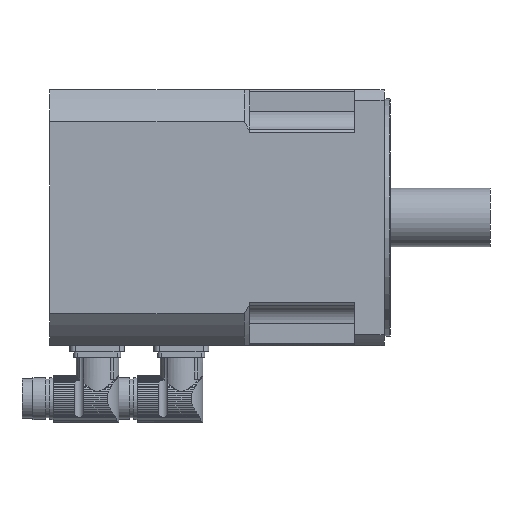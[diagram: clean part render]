
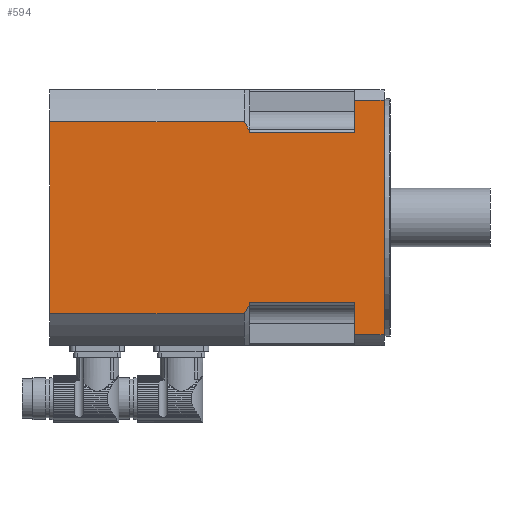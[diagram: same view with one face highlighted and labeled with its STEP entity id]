
A CAD part, left-side view. The second image highlights one B-rep face of the part: STEP entity #594.
In plain terms, the highlighted planar face has unit normal (-1, 0, 0).
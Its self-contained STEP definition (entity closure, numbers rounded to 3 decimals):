
#594=ADVANCED_FACE('',(#904),#844,.T.);
#844=PLANE('',#4577);
#904=FACE_OUTER_BOUND('',#1136,.T.);
#1136=EDGE_LOOP('',(#1575,#1576,#1577,#1578,#1579,#1580,#1581,#1582,#1583,
#1584,#1585,#1586,#1587,#1588));
#1427=B_SPLINE_CURVE_WITH_KNOTS('',3,(#6352,#6353,#6354,#6355),.UNSPECIFIED.,
.F.,.F.,(4,4),(0.,1.),.UNSPECIFIED.);
#1428=B_SPLINE_CURVE_WITH_KNOTS('',3,(#6375,#6376,#6377,#6378),.UNSPECIFIED.,
.F.,.F.,(4,4),(0.,1.),.UNSPECIFIED.);
#1575=ORIENTED_EDGE('',*,*,#3365,.T.);
#1576=ORIENTED_EDGE('',*,*,#3366,.T.);
#1577=ORIENTED_EDGE('',*,*,#3367,.T.);
#1578=ORIENTED_EDGE('',*,*,#3368,.F.);
#1579=ORIENTED_EDGE('',*,*,#3369,.T.);
#1580=ORIENTED_EDGE('',*,*,#3370,.F.);
#1581=ORIENTED_EDGE('',*,*,#3371,.T.);
#1582=ORIENTED_EDGE('',*,*,#3372,.F.);
#1583=ORIENTED_EDGE('',*,*,#3373,.T.);
#1584=ORIENTED_EDGE('',*,*,#3374,.F.);
#1585=ORIENTED_EDGE('',*,*,#3375,.T.);
#1586=ORIENTED_EDGE('',*,*,#3376,.T.);
#1587=ORIENTED_EDGE('',*,*,#3377,.T.);
#1588=ORIENTED_EDGE('',*,*,#3378,.F.);
#2909=VERTEX_POINT('',#6350);
#2910=VERTEX_POINT('',#6351);
#2911=VERTEX_POINT('',#6356);
#2912=VERTEX_POINT('',#6358);
#2913=VERTEX_POINT('',#6360);
#2914=VERTEX_POINT('',#6362);
#2915=VERTEX_POINT('',#6364);
#2916=VERTEX_POINT('',#6366);
#2917=VERTEX_POINT('',#6368);
#2918=VERTEX_POINT('',#6370);
#2919=VERTEX_POINT('',#6372);
#2920=VERTEX_POINT('',#6374);
#2921=VERTEX_POINT('',#6379);
#2922=VERTEX_POINT('',#6381);
#3365=EDGE_CURVE('',#2909,#2910,#4032,.T.);
#3366=EDGE_CURVE('',#2910,#2911,#1427,.T.);
#3367=EDGE_CURVE('',#2911,#2912,#4033,.T.);
#3368=EDGE_CURVE('',#2913,#2912,#4034,.T.);
#3369=EDGE_CURVE('',#2913,#2914,#4035,.T.);
#3370=EDGE_CURVE('',#2915,#2914,#4036,.T.);
#3371=EDGE_CURVE('',#2915,#2916,#4037,.T.);
#3372=EDGE_CURVE('',#2917,#2916,#4038,.T.);
#3373=EDGE_CURVE('',#2917,#2918,#4039,.T.);
#3374=EDGE_CURVE('',#2919,#2918,#4040,.T.);
#3375=EDGE_CURVE('',#2919,#2920,#4041,.T.);
#3376=EDGE_CURVE('',#2920,#2921,#1428,.T.);
#3377=EDGE_CURVE('',#2921,#2922,#4042,.T.);
#3378=EDGE_CURVE('',#2909,#2922,#4043,.T.);
#4032=LINE('',#6349,#4304);
#4033=LINE('',#6357,#4305);
#4034=LINE('',#6359,#4306);
#4035=LINE('',#6361,#4307);
#4036=LINE('',#6363,#4308);
#4037=LINE('',#6365,#4309);
#4038=LINE('',#6367,#4310);
#4039=LINE('',#6369,#4311);
#4040=LINE('',#6371,#4312);
#4041=LINE('',#6373,#4313);
#4042=LINE('',#6380,#4314);
#4043=LINE('',#6382,#4315);
#4304=VECTOR('',#5078,1.);
#4305=VECTOR('',#5079,1.);
#4306=VECTOR('',#5080,1.);
#4307=VECTOR('',#5081,1.);
#4308=VECTOR('',#5082,1.);
#4309=VECTOR('',#5083,1.);
#4310=VECTOR('',#5084,1.);
#4311=VECTOR('',#5085,1.);
#4312=VECTOR('',#5086,1.);
#4313=VECTOR('',#5087,1.);
#4314=VECTOR('',#5088,1.);
#4315=VECTOR('',#5089,1.);
#4577=AXIS2_PLACEMENT_3D('',#6383,#5090,#5091);
#5078=DIRECTION('',(0.,-1.,0.));
#5079=DIRECTION('',(0.,0.,1.));
#5080=DIRECTION('',(0.,1.,0.));
#5081=DIRECTION('',(0.,0.,-1.));
#5082=DIRECTION('',(0.,1.,0.));
#5083=DIRECTION('',(0.,0.,1.));
#5084=DIRECTION('',(0.,-1.,0.));
#5085=DIRECTION('',(0.,0.,-1.));
#5086=DIRECTION('',(0.,-1.,0.));
#5087=DIRECTION('',(0.,0.,1.));
#5088=DIRECTION('',(0.,1.,0.));
#5089=DIRECTION('',(0.,0.,1.));
#5090=DIRECTION('',(-1.,0.,0.));
#5091=DIRECTION('',(0.,0.,1.));
#6349=CARTESIAN_POINT('',(-35.,73.,-17.5));
#6350=CARTESIAN_POINT('',(-35.,182.5,-17.5));
#6351=CARTESIAN_POINT('',(-35.,76.,-17.5));
#6352=CARTESIAN_POINT('',(-35.,76.,-17.5));
#6353=CARTESIAN_POINT('',(-35.,74.975,-15.792));
#6354=CARTESIAN_POINT('',(-35.,73.974,-14.069));
#6355=CARTESIAN_POINT('',(-35.,73.,-12.331));
#6356=CARTESIAN_POINT('',(-35.,73.,-12.331));
#6357=CARTESIAN_POINT('',(-35.,73.,-35.));
#6358=CARTESIAN_POINT('',(-35.,73.,-11.433));
#6359=CARTESIAN_POINT('',(-35.,73.,-11.433));
#6360=CARTESIAN_POINT('',(-35.,15.5,-11.433));
#6361=CARTESIAN_POINT('',(-35.,15.5,-35.));
#6362=CARTESIAN_POINT('',(-35.,15.5,-29.226));
#6363=CARTESIAN_POINT('',(-35.,-0.5,-29.226));
#6364=CARTESIAN_POINT('',(-35.,-0.5,-29.226));
#6365=CARTESIAN_POINT('',(-35.,-0.5,-35.));
#6366=CARTESIAN_POINT('',(-35.,-0.5,99.226));
#6367=CARTESIAN_POINT('',(-35.,-0.5,99.226));
#6368=CARTESIAN_POINT('',(-35.,15.5,99.226));
#6369=CARTESIAN_POINT('',(-35.,15.5,-35.));
#6370=CARTESIAN_POINT('',(-35.,15.5,81.433));
#6371=CARTESIAN_POINT('',(-35.,73.,81.433));
#6372=CARTESIAN_POINT('',(-35.,73.,81.433));
#6373=CARTESIAN_POINT('',(-35.,73.,-35.));
#6374=CARTESIAN_POINT('',(-35.,73.,82.331));
#6375=CARTESIAN_POINT('',(-35.,73.,82.331));
#6376=CARTESIAN_POINT('',(-35.,73.974,84.069));
#6377=CARTESIAN_POINT('',(-35.,74.975,85.792));
#6378=CARTESIAN_POINT('',(-35.,76.,87.5));
#6379=CARTESIAN_POINT('',(-35.,76.,87.5));
#6380=CARTESIAN_POINT('',(-35.,73.,87.5));
#6381=CARTESIAN_POINT('',(-35.,182.5,87.5));
#6382=CARTESIAN_POINT('',(-35.,182.5,-35.));
#6383=CARTESIAN_POINT('',(-35.,36.25,-35.));
